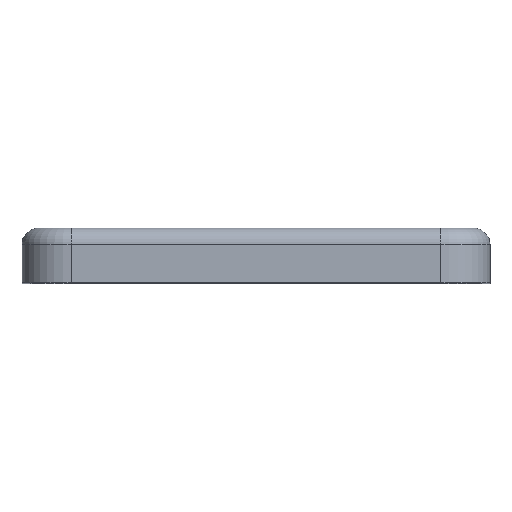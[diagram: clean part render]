
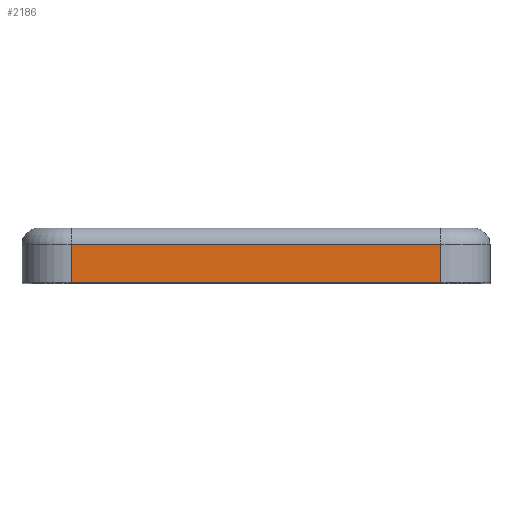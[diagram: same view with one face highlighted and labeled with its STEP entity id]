
A CAD part, top view. The second image highlights one B-rep face of the part: STEP entity #2186.
In plain terms, the highlighted planar face has unit normal (0, 0, 1).
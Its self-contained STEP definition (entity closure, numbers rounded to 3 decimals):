
#31 = EDGE_CURVE ( 'NONE', #2592, #1518, #2249, .T. ) ;
#175 = CARTESIAN_POINT ( 'NONE',  ( -6.75, -0.6, 11.3 ) ) ;
#341 = DIRECTION ( 'NONE',  ( 0., -1., 0. ) ) ;
#382 = CARTESIAN_POINT ( 'NONE',  ( 6.75, -2., 11.3 ) ) ;
#408 = CARTESIAN_POINT ( 'NONE',  ( -6.75, -2., 11.3 ) ) ;
#458 = DIRECTION ( 'NONE',  ( 1., 0., 0. ) ) ;
#547 = VECTOR ( 'NONE', #2239, 1000. ) ;
#596 = EDGE_CURVE ( 'NONE', #743, #1518, #657, .T. ) ;
#657 = LINE ( 'NONE', #856, #2644 ) ;
#743 = VERTEX_POINT ( 'NONE', #2366 ) ;
#856 = CARTESIAN_POINT ( 'NONE',  ( 6.75, 0., 11.3 ) ) ;
#877 = DIRECTION ( 'NONE',  ( 0., 0., 1. ) ) ;
#908 = ORIENTED_EDGE ( 'NONE', *, *, #1929, .T. ) ;
#941 = LINE ( 'NONE', #1612, #1639 ) ;
#1355 = ORIENTED_EDGE ( 'NONE', *, *, #31, .T. ) ;
#1357 = ORIENTED_EDGE ( 'NONE', *, *, #596, .F. ) ;
#1518 = VERTEX_POINT ( 'NONE', #382 ) ;
#1597 = VERTEX_POINT ( 'NONE', #1653 ) ;
#1612 = CARTESIAN_POINT ( 'NONE',  ( -6.75, 0., 11.3 ) ) ;
#1613 = CARTESIAN_POINT ( 'NONE',  ( -6.75, -2., 11.3 ) ) ;
#1639 = VECTOR ( 'NONE', #341, 1000. ) ;
#1653 = CARTESIAN_POINT ( 'NONE',  ( -6.75, -0.6, 11.3 ) ) ;
#1711 = AXIS2_PLACEMENT_3D ( 'NONE', #2552, #877, #458 ) ;
#1749 = ORIENTED_EDGE ( 'NONE', *, *, #2422, .F. ) ;
#1840 = PLANE ( 'NONE',  #1711 ) ;
#1929 = EDGE_CURVE ( 'NONE', #1597, #2592, #941, .T. ) ;
#1978 = EDGE_LOOP ( 'NONE', ( #1355, #1357, #1749, #908 ) ) ;
#2186 = ADVANCED_FACE ( 'NONE', ( #2315 ), #1840, .T. ) ;
#2239 = DIRECTION ( 'NONE',  ( 1., 0., 0. ) ) ;
#2249 = LINE ( 'NONE', #1613, #547 ) ;
#2315 = FACE_OUTER_BOUND ( 'NONE', #1978, .T. ) ;
#2366 = CARTESIAN_POINT ( 'NONE',  ( 6.75, -0.6, 11.3 ) ) ;
#2422 = EDGE_CURVE ( 'NONE', #1597, #743, #2577, .T. ) ;
#2448 = VECTOR ( 'NONE', #2471, 1000. ) ;
#2471 = DIRECTION ( 'NONE',  ( 1., 0., 0. ) ) ;
#2538 = DIRECTION ( 'NONE',  ( 0., -1., 0. ) ) ;
#2552 = CARTESIAN_POINT ( 'NONE',  ( -6.75, 0., 11.3 ) ) ;
#2577 = LINE ( 'NONE', #175, #2448 ) ;
#2592 = VERTEX_POINT ( 'NONE', #408 ) ;
#2644 = VECTOR ( 'NONE', #2538, 1000. ) ;
